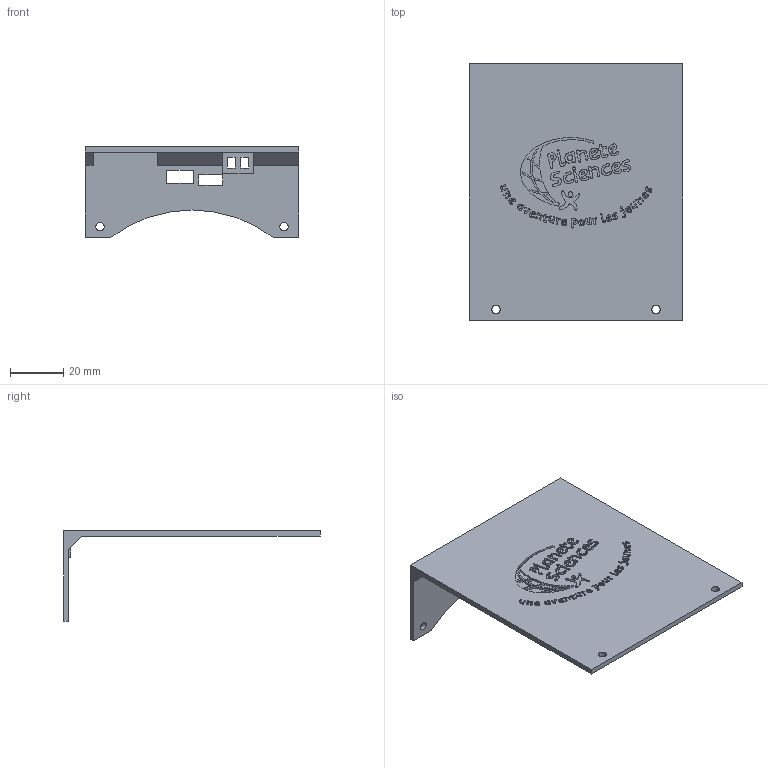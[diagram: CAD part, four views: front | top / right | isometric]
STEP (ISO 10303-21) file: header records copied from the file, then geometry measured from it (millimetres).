
FILE_DESCRIPTION(/* description */ (''),/* implementation_level */ '2;1');
FILE_NAME(/* name */ 'elec_cover.step',/* time_stamp */ '2019-08-15T14:08:16+01:00',/* author */ (''),/* organization */ (''),/* preprocessor_version */ 'ST-DEVELOPER v18',/* originating_system */ 'Autodesk Translation Framework v8.2.0.1029',/* authorisation */ '');
FILE_SCHEMA (('AUTOMOTIVE_DESIGN { 1 0 10303 214 3 1 1 }'));
Length unit declared in the file: millimetre
Products named in the file (1): capot_elec
Bounding box: 80 x 96.1 x 34 mm (x, y, z)
Volume: 18884.7 mm3; surface area: 20948.9 mm2
Topology: 1 solids, 1 shells, 950 faces, 2652 edges, 1766 vertices
Faces by surface type: bspline 741, plane 204, cylinder 5
Full cylindrical faces by diameter (mm): 3.1 x4
Entity records: 34365 total; most frequent: CARTESIAN_POINT 14878, ORIENTED_EDGE 5304, EDGE_CURVE 2652, VERTEX_POINT 1766, DIRECTION 1696, B_SPLINE_CURVE_WITH_KNOTS 1438, LINE 1152, VECTOR 1152
